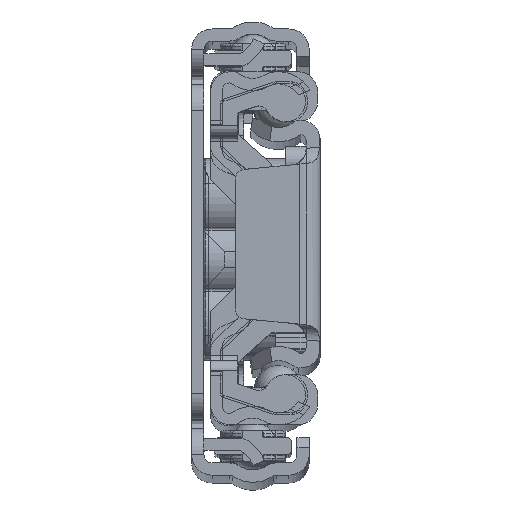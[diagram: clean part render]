
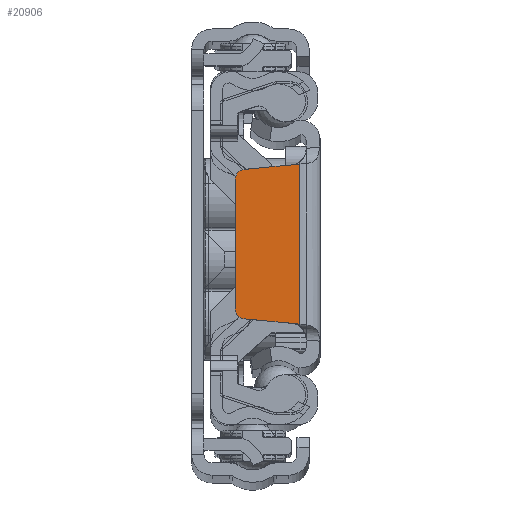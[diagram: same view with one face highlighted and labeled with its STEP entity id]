
A CAD part, top view. The second image highlights one B-rep face of the part: STEP entity #20906.
In plain terms, the highlighted face is planar.
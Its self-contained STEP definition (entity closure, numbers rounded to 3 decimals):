
#546 = EDGE_LOOP ( 'NONE', ( #75200, #13341, #20023, #41821, #58382, #64314, #26224, #60931 ) ) ;
#607 = CARTESIAN_POINT ( 'NONE',  ( -2., 7.91, 0. ) ) ;
#689 = VECTOR ( 'NONE', #70053, 1000. ) ;
#2544 = VECTOR ( 'NONE', #51014, 1000. ) ;
#2796 = CARTESIAN_POINT ( 'NONE',  ( -8.4, 6.391, 0. ) ) ;
#3126 = CARTESIAN_POINT ( 'NONE',  ( -7.495, 7.386, 0. ) ) ;
#6758 = LINE ( 'NONE', #15007, #39359 ) ;
#9509 = LINE ( 'NONE', #21239, #60035 ) ;
#9633 = VERTEX_POINT ( 'NONE', #72569 ) ;
#9758 = CIRCLE ( 'NONE', #60203, 1. ) ;
#11433 = CARTESIAN_POINT ( 'NONE',  ( -4.143, -13.87, 0. ) ) ;
#11640 = LINE ( 'NONE', #38950, #689 ) ;
#11703 = DIRECTION ( 'NONE',  ( 1., 0., 0. ) ) ;
#13341 = ORIENTED_EDGE ( 'NONE', *, *, #43368, .T. ) ;
#14162 = FACE_OUTER_BOUND ( 'NONE', #546, .T. ) ;
#14412 = CIRCLE ( 'NONE', #47632, 1. ) ;
#15007 = CARTESIAN_POINT ( 'NONE',  ( -2., -13.87, 0. ) ) ;
#16218 = EDGE_CURVE ( 'NONE', #48875, #69553, #9758, .T. ) ;
#16811 = DIRECTION ( 'NONE',  ( 1., 0., 0. ) ) ;
#17927 = EDGE_CURVE ( 'NONE', #64672, #65217, #9509, .T. ) ;
#20023 = ORIENTED_EDGE ( 'NONE', *, *, #79995, .T. ) ;
#20232 = CARTESIAN_POINT ( 'NONE',  ( -2.758, 7.837, 0. ) ) ;
#20906 = ADVANCED_FACE ( 'NONE', ( #14162 ), #68471, .F. ) ;
#21239 = CARTESIAN_POINT ( 'NONE',  ( -2., -7.91, 0. ) ) ;
#23287 = LINE ( 'NONE', #37640, #71898 ) ;
#26224 = ORIENTED_EDGE ( 'NONE', *, *, #53478, .T. ) ;
#26814 = CARTESIAN_POINT ( 'NONE',  ( -2., -7.91, 0. ) ) ;
#28073 = LINE ( 'NONE', #32054, #68825 ) ;
#30448 = DIRECTION ( 'NONE',  ( 0., 0., 1. ) ) ;
#32054 = CARTESIAN_POINT ( 'NONE',  ( -8.4, -7.3, 0. ) ) ;
#32275 = EDGE_CURVE ( 'NONE', #69482, #81471, #37219, .T. ) ;
#33844 = DIRECTION ( 'NONE',  ( 0., 0., -1. ) ) ;
#35549 = DIRECTION ( 'NONE',  ( 0., 0., -1. ) ) ;
#37219 = LINE ( 'NONE', #607, #2544 ) ;
#37640 = CARTESIAN_POINT ( 'NONE',  ( -8.4, 8.1, 0. ) ) ;
#37868 = CARTESIAN_POINT ( 'NONE',  ( -7.495, -7.386, 0. ) ) ;
#37954 = CARTESIAN_POINT ( 'NONE',  ( -2.758, -7.837, 0. ) ) ;
#38950 = CARTESIAN_POINT ( 'NONE',  ( -8.4, 7.3, 0. ) ) ;
#39217 = DIRECTION ( 'NONE',  ( 0.995, -0.095, 0. ) ) ;
#39359 = VECTOR ( 'NONE', #59253, 1000. ) ;
#40846 = DIRECTION ( 'NONE',  ( -0.995, 0.095, 0. ) ) ;
#41821 = ORIENTED_EDGE ( 'NONE', *, *, #16218, .T. ) ;
#43368 = EDGE_CURVE ( 'NONE', #67216, #9633, #14412, .T. ) ;
#47632 = AXIS2_PLACEMENT_3D ( 'NONE', #49144, #35549, #16811 ) ;
#48875 = VERTEX_POINT ( 'NONE', #2796 ) ;
#49144 = CARTESIAN_POINT ( 'NONE',  ( -7.4, -6.391, 0. ) ) ;
#49242 = EDGE_CURVE ( 'NONE', #67216, #65217, #28073, .T. ) ;
#51014 = DIRECTION ( 'NONE',  ( -0.995, -0.095, 0. ) ) ;
#52679 = DIRECTION ( 'NONE',  ( 1., 0., 0. ) ) ;
#53225 = CARTESIAN_POINT ( 'NONE',  ( -2., 7.91, 0. ) ) ;
#53478 = EDGE_CURVE ( 'NONE', #69482, #64672, #6758, .T. ) ;
#58382 = ORIENTED_EDGE ( 'NONE', *, *, #74305, .F. ) ;
#59253 = DIRECTION ( 'NONE',  ( 0., -1., 0. ) ) ;
#60035 = VECTOR ( 'NONE', #40846, 1000. ) ;
#60203 = AXIS2_PLACEMENT_3D ( 'NONE', #65735, #33844, #52679 ) ;
#60931 = ORIENTED_EDGE ( 'NONE', *, *, #17927, .T. ) ;
#64314 = ORIENTED_EDGE ( 'NONE', *, *, #32275, .F. ) ;
#64672 = VERTEX_POINT ( 'NONE', #26814 ) ;
#65217 = VERTEX_POINT ( 'NONE', #37954 ) ;
#65735 = CARTESIAN_POINT ( 'NONE',  ( -7.4, 6.391, 0. ) ) ;
#67216 = VERTEX_POINT ( 'NONE', #37868 ) ;
#68471 = PLANE ( 'NONE',  #77450 ) ;
#68825 = VECTOR ( 'NONE', #39217, 1000. ) ;
#69482 = VERTEX_POINT ( 'NONE', #53225 ) ;
#69542 = DIRECTION ( 'NONE',  ( 0., 1., 0. ) ) ;
#69553 = VERTEX_POINT ( 'NONE', #3126 ) ;
#70053 = DIRECTION ( 'NONE',  ( -0.995, -0.095, 0. ) ) ;
#71898 = VECTOR ( 'NONE', #69542, 1000. ) ;
#72569 = CARTESIAN_POINT ( 'NONE',  ( -8.4, -6.391, 0. ) ) ;
#74305 = EDGE_CURVE ( 'NONE', #81471, #69553, #11640, .T. ) ;
#75200 = ORIENTED_EDGE ( 'NONE', *, *, #49242, .F. ) ;
#77450 = AXIS2_PLACEMENT_3D ( 'NONE', #11433, #30448, #11703 ) ;
#79995 = EDGE_CURVE ( 'NONE', #9633, #48875, #23287, .T. ) ;
#81471 = VERTEX_POINT ( 'NONE', #20232 ) ;
